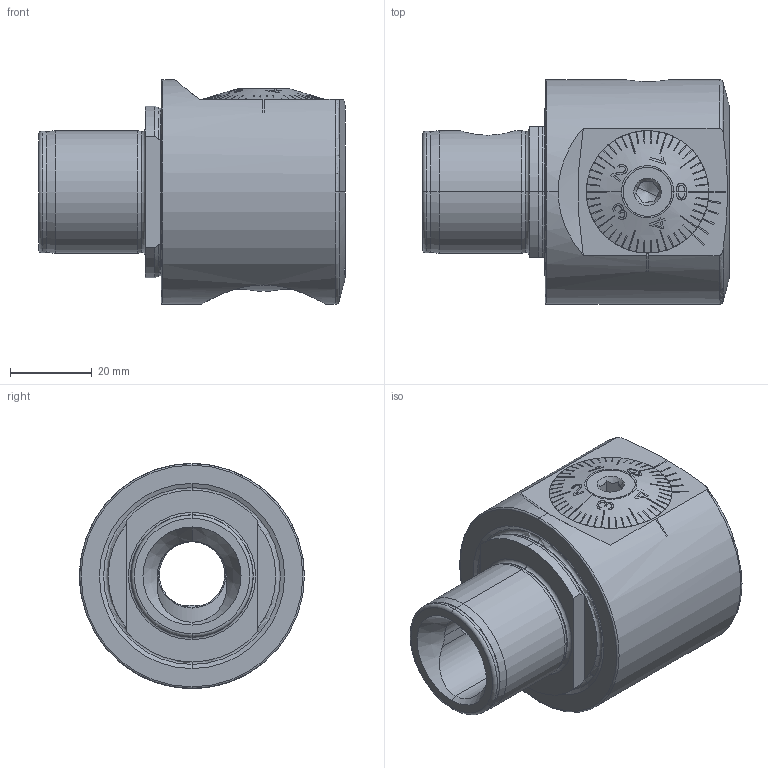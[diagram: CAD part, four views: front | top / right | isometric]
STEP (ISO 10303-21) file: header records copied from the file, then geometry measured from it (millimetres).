
FILE_DESCRIPTION (( 'STEP AP203' ), '1' );
FILE_NAME ('MB5-A55.K01.045.STEP', '2013-01-28T09:08:27', ( 'baer' ), ( 'Hewlett-Packard Company' ), 'SwSTEP 2.0', 'SolidWorks 2012', '' );
FILE_SCHEMA (( 'CONFIG_CONTROL_DESIGN' ));
Length unit declared in the file: millimetre
Products named in the file (17): MB5-A55.K01.045; WCB-ER2.001.009_A; A55-BG1.014.041; A55-BG2.015.007_A; A55-BG2.014.007_A; A55-BG2.011.016_D; DIN 3771 - 25x1.5; A55-BG2.013.005_C; A55-BG2.012.006_B; A55-BG1.011.041; A55-BG1.012.007_B; A55-BG1.011.041_C; ISO 4026 - M10 x 16; ISO 4026 - M10 x 8; Klebstoff D10; A55-BG3.011.033_A_gek〉zt; MB5-A55.K00.045_C
Assembly tree (17 placements, depth 4):
  MB5-A55.K01.045
    MB5-A55.K00.045_C
    A55-BG3.011.033_A_gek〉zt
    Klebstoff D10
    ISO 4026 - M10 x 8
    ISO 4026 - M10 x 16  x2
    A55-BG1.014.041
      A55-BG1.011.041
        A55-BG1.011.041_C
        A55-BG1.012.007_B
      A55-BG2.012.006_B
      A55-BG2.013.005_C
      DIN 3771 - 25x1.5
      A55-BG2.015.007_A
        A55-BG2.011.016_D
        A55-BG2.014.007_A
    WCB-ER2.001.009_A
Bounding box: 75 x 55 x 55 mm (x, y, z)
Volume: 101985.4 mm3; surface area: 37336.8 mm2
Topology: 14 solids, 14 shells, 700 faces, 1811 edges, 1147 vertices
Faces by surface type: plane 299, cone 174, cylinder 117, torus 67, bspline 41, sphere 2
Entity records: 27589 total; most frequent: CARTESIAN_POINT 9822, ORIENTED_EDGE 3546, DIRECTION 3046, EDGE_CURVE 1773, AXIS2_PLACEMENT_3D 1199, VERTEX_POINT 1127, EDGE_LOOP 728, FACE_OUTER_BOUND 685
